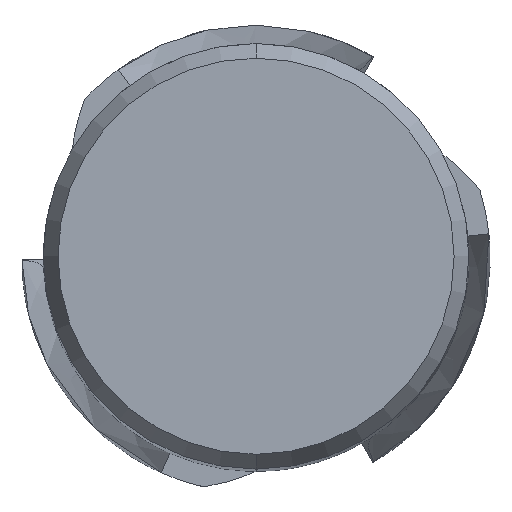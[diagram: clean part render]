
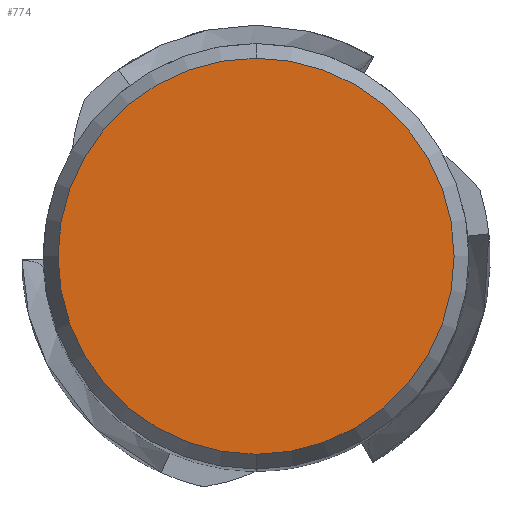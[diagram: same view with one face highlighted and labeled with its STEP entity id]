
A CAD part, top view. The second image highlights one B-rep face of the part: STEP entity #774.
In plain terms, the highlighted planar face has unit normal (0, 0, 1).
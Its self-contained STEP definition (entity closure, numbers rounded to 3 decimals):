
#448=EDGE_CURVE('',#664,#1022,#1231,.T.);
#664=VERTEX_POINT('',#1472);
#774=ADVANCED_FACE('',(#1593),#1594,.T.);
#1020=EDGE_CURVE('',#1022,#664,#1861,.T.);
#1022=VERTEX_POINT('',#1863);
#1231=CIRCLE('',#2278,9.307);
#1472=CARTESIAN_POINT('',(0.,-9.307,0.0));
#1593=FACE_OUTER_BOUND('',#4142,.T.);
#1594=PLANE('',#4143);
#1861=CIRCLE('',#5420,9.307);
#1863=CARTESIAN_POINT('',(0.0,9.307,0.0));
#2278=AXIS2_PLACEMENT_3D('',#6716,#6717,#6718);
#4142=EDGE_LOOP('',(#7139,#7140));
#4143=AXIS2_PLACEMENT_3D('',#7141,#7142,#7143);
#5420=AXIS2_PLACEMENT_3D('',#7437,#7438,#7439);
#6716=CARTESIAN_POINT('',(0.0,0.0,0.0));
#6717=DIRECTION('',(0.0,0.0,-1.0));
#6718=DIRECTION('',(0.0,1.0,0.0));
#7139=ORIENTED_EDGE('',*,*,#1020,.F.);
#7140=ORIENTED_EDGE('',*,*,#448,.F.);
#7141=CARTESIAN_POINT('',(0.0,4.654,0.0));
#7142=DIRECTION('',(-0.0,0.0,1.0));
#7143=DIRECTION('',(0.0,-1.0,0.0));
#7437=CARTESIAN_POINT('',(0.0,0.0,0.0));
#7438=DIRECTION('',(0.0,0.0,-1.0));
#7439=DIRECTION('',(0.0,1.0,0.0));
